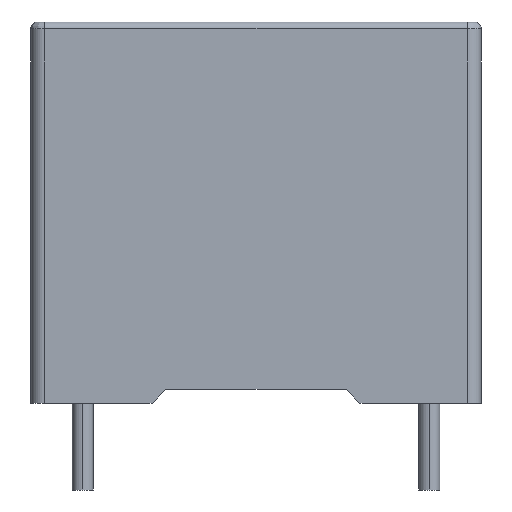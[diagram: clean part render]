
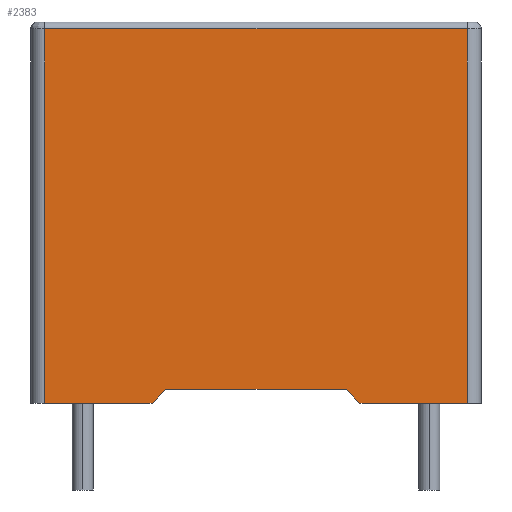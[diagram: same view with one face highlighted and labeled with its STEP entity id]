
A CAD part, front view. The second image highlights one B-rep face of the part: STEP entity #2383.
In plain terms, the highlighted planar face has unit normal (0, -1, 0).
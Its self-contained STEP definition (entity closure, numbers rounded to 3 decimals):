
#26 = ORIENTED_EDGE ( 'NONE', *, *, #980, .T. ) ;
#51 = DIRECTION ( 'NONE',  ( 1., 0., 0. ) ) ;
#55 = DIRECTION ( 'NONE',  ( 0., 0., -1. ) ) ;
#158 = CARTESIAN_POINT ( 'NONE',  ( -6.1, -2.5, 10.81 ) ) ;
#278 = LINE ( 'NONE', #978, #1311 ) ;
#285 = EDGE_CURVE ( 'NONE', #1142, #2499, #523, .T. ) ;
#323 = ORIENTED_EDGE ( 'NONE', *, *, #1382, .T. ) ;
#365 = VECTOR ( 'NONE', #1182, 1000. ) ;
#383 = EDGE_CURVE ( 'NONE', #2499, #1942, #2424, .T. ) ;
#385 = VERTEX_POINT ( 'NONE', #622 ) ;
#391 = CARTESIAN_POINT ( 'NONE',  ( 0., -2.5, 0.41 ) ) ;
#404 = ORIENTED_EDGE ( 'NONE', *, *, #2804, .T. ) ;
#447 = VECTOR ( 'NONE', #612, 1000. ) ;
#470 = VERTEX_POINT ( 'NONE', #898 ) ;
#523 = LINE ( 'NONE', #2123, #1367 ) ;
#524 = DIRECTION ( 'NONE',  ( 0., -1., 0. ) ) ;
#539 = ORIENTED_EDGE ( 'NONE', *, *, #1650, .T. ) ;
#612 = DIRECTION ( 'NONE',  ( -1., 0., 0. ) ) ;
#622 = CARTESIAN_POINT ( 'NONE',  ( 6.1, -2.5, 10.81 ) ) ;
#625 = EDGE_LOOP ( 'NONE', ( #404, #1754, #323, #2450, #2726, #2455, #539, #26 ) ) ;
#665 = DIRECTION ( 'NONE',  ( 0., 0., 1. ) ) ;
#690 = VERTEX_POINT ( 'NONE', #158 ) ;
#708 = VECTOR ( 'NONE', #2192, 1000. ) ;
#760 = FACE_OUTER_BOUND ( 'NONE', #625, .T. ) ;
#815 = LINE ( 'NONE', #1481, #1470 ) ;
#898 = CARTESIAN_POINT ( 'NONE',  ( 6.1, -2.5, 0.01 ) ) ;
#900 = CARTESIAN_POINT ( 'NONE',  ( 2.6, -2.5, 0.41 ) ) ;
#957 = EDGE_CURVE ( 'NONE', #1897, #1142, #2747, .T. ) ;
#978 = CARTESIAN_POINT ( 'NONE',  ( 2.6, -2.5, 0.41 ) ) ;
#980 = EDGE_CURVE ( 'NONE', #1726, #470, #985, .T. ) ;
#985 = LINE ( 'NONE', #2551, #365 ) ;
#1044 = DIRECTION ( 'NONE',  ( 0.707, 0., 0.707 ) ) ;
#1103 = EDGE_CURVE ( 'NONE', #385, #690, #1486, .T. ) ;
#1142 = VERTEX_POINT ( 'NONE', #1724 ) ;
#1182 = DIRECTION ( 'NONE',  ( 1., 0., 0. ) ) ;
#1248 = CARTESIAN_POINT ( 'NONE',  ( 0., -2.5, 5.52 ) ) ;
#1285 = CARTESIAN_POINT ( 'NONE',  ( 3., -2.5, 0.01 ) ) ;
#1311 = VECTOR ( 'NONE', #2121, 1000. ) ;
#1367 = VECTOR ( 'NONE', #1044, 1000. ) ;
#1382 = EDGE_CURVE ( 'NONE', #690, #1897, #815, .T. ) ;
#1470 = VECTOR ( 'NONE', #2620, 1000. ) ;
#1481 = CARTESIAN_POINT ( 'NONE',  ( -6.1, -2.5, 5.52 ) ) ;
#1486 = LINE ( 'NONE', #1925, #447 ) ;
#1647 = VECTOR ( 'NONE', #51, 1000. ) ;
#1650 = EDGE_CURVE ( 'NONE', #1942, #1726, #278, .T. ) ;
#1724 = CARTESIAN_POINT ( 'NONE',  ( -3., -2.5, 0.01 ) ) ;
#1726 = VERTEX_POINT ( 'NONE', #1285 ) ;
#1754 = ORIENTED_EDGE ( 'NONE', *, *, #1103, .T. ) ;
#1811 = LINE ( 'NONE', #2646, #2796 ) ;
#1845 = CARTESIAN_POINT ( 'NONE',  ( 0., -2.5, 0.01 ) ) ;
#1897 = VERTEX_POINT ( 'NONE', #2250 ) ;
#1925 = CARTESIAN_POINT ( 'NONE',  ( 0., -2.5, 10.81 ) ) ;
#1942 = VERTEX_POINT ( 'NONE', #900 ) ;
#2121 = DIRECTION ( 'NONE',  ( 0.707, 0., -0.707 ) ) ;
#2123 = CARTESIAN_POINT ( 'NONE',  ( -3., -2.5, 0.01 ) ) ;
#2192 = DIRECTION ( 'NONE',  ( 1., 0., 0. ) ) ;
#2249 = AXIS2_PLACEMENT_3D ( 'NONE', #1248, #524, #55 ) ;
#2250 = CARTESIAN_POINT ( 'NONE',  ( -6.1, -2.5, 0.01 ) ) ;
#2337 = CARTESIAN_POINT ( 'NONE',  ( -2.6, -2.5, 0.41 ) ) ;
#2383 = ADVANCED_FACE ( 'NONE', ( #760 ), #2566, .T. ) ;
#2424 = LINE ( 'NONE', #391, #708 ) ;
#2450 = ORIENTED_EDGE ( 'NONE', *, *, #957, .T. ) ;
#2455 = ORIENTED_EDGE ( 'NONE', *, *, #383, .T. ) ;
#2499 = VERTEX_POINT ( 'NONE', #2337 ) ;
#2551 = CARTESIAN_POINT ( 'NONE',  ( 0., -2.5, 0.01 ) ) ;
#2566 = PLANE ( 'NONE',  #2249 ) ;
#2620 = DIRECTION ( 'NONE',  ( 0., 0., -1. ) ) ;
#2646 = CARTESIAN_POINT ( 'NONE',  ( 6.1, -2.5, 5.52 ) ) ;
#2726 = ORIENTED_EDGE ( 'NONE', *, *, #285, .T. ) ;
#2747 = LINE ( 'NONE', #1845, #1647 ) ;
#2796 = VECTOR ( 'NONE', #665, 1000. ) ;
#2804 = EDGE_CURVE ( 'NONE', #470, #385, #1811, .T. ) ;
